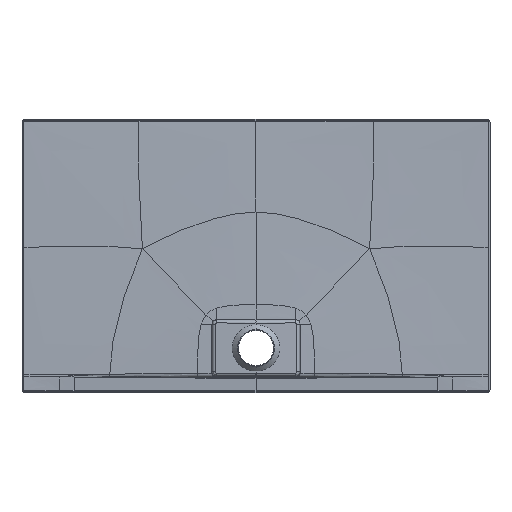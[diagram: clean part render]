
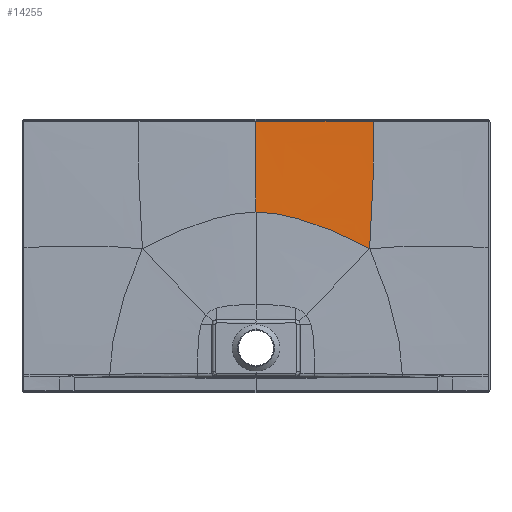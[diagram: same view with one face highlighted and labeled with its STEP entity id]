
A CAD part, front view. The second image highlights one B-rep face of the part: STEP entity #14255.
In plain terms, the highlighted free-form (B-spline) face has degree [3, 3] with [8, 10] control points.
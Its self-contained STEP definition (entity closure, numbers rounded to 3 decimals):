
#3644=CARTESIAN_POINT('',(300.001,-3.053,694.979));
#3665=CARTESIAN_POINT('',(-0.001,-3.126,
694.95));
#3666=CARTESIAN_POINT('',(22.204,-3.126,694.95));
#3667=CARTESIAN_POINT('',(64.919,-3.122,694.952));
#3668=CARTESIAN_POINT('',(121.898,-3.109,694.957));
#3669=CARTESIAN_POINT('',(177.803,-3.092,694.963));
#3670=CARTESIAN_POINT('',(235.913,-3.073,694.971));
#3671=CARTESIAN_POINT('',(278.167,-3.06,694.976));
#3672=CARTESIAN_POINT('',(300.001,-3.053,694.979));
#3674=CARTESIAN_POINT('',(300.001,-3.053,694.979));
#3675=CARTESIAN_POINT('',(300.005,-3.288,673.077));
#3676=CARTESIAN_POINT('',(300.015,-3.859,626.924));
#3677=CARTESIAN_POINT('',(300.262,-4.752,564.37));
#3678=CARTESIAN_POINT('',(299.886,-5.576,507.817));
#3679=CARTESIAN_POINT('',(298.788,-6.239,462.786));
#3680=CARTESIAN_POINT('',(296.667,-6.832,423.576));
#3681=CARTESIAN_POINT('',(293.982,-7.331,391.936));
#3682=CARTESIAN_POINT('',(292.291,-7.588,376.187));
#3683=CARTESIAN_POINT('',(291.359,-7.719,368.369));
#3685=DIRECTION('',(0.,-0.025,-1.));
#3686=VECTOR('',#3685,232.448);
#3687=CARTESIAN_POINT('',(-0.001,-3.126,
694.95));
#3688=LINE('',#3687,#3686);
#3735=CARTESIAN_POINT('',(0.,-8.899,
462.575));
#3736=CARTESIAN_POINT('',(21.389,-8.899,462.575));
#3737=CARTESIAN_POINT('',(65.873,-8.814,457.365));
#3738=CARTESIAN_POINT('',(136.889,-8.54,437.79));
#3739=CARTESIAN_POINT('',(199.394,-8.269,414.674));
#3740=CARTESIAN_POINT('',(251.439,-7.995,390.8));
#3741=CARTESIAN_POINT('',(278.013,-7.819,376.344));
#3742=CARTESIAN_POINT('',(291.359,-7.719,368.369));
#3791=CARTESIAN_POINT('',(291.359,-7.719,368.369));
#4492=VERTEX_POINT('',#3791);
#4605=VERTEX_POINT('',#3644);
#4627=CARTESIAN_POINT('',(0.,-8.899,
462.575));
#4629=VERTEX_POINT('',#4627);
#4630=CARTESIAN_POINT('',(-0.001,-3.126,
694.95));
#4631=VERTEX_POINT('',#4630);
#14165=CARTESIAN_POINT('',(-3.061,-3.045,
698.211));
#14166=CARTESIAN_POINT('',(-3.06,-3.522,
679.04));
#14167=CARTESIAN_POINT('',(-3.019,-4.489,
640.077));
#14168=CARTESIAN_POINT('',(-2.891,-5.703,
591.217));
#14169=CARTESIAN_POINT('',(-2.773,-6.686,
551.631));
#14170=CARTESIAN_POINT('',(-2.693,-7.424,
521.941));
#14171=CARTESIAN_POINT('',(-2.644,-8.038,
497.2));
#14172=CARTESIAN_POINT('',(-2.62,-8.547,
476.724));
#14173=CARTESIAN_POINT('',(-2.615,-8.81,
466.145));
#14174=CARTESIAN_POINT('',(-2.614,-8.95,
460.514));
#14175=CARTESIAN_POINT('',(22.959,-3.045,
698.212));
#14176=CARTESIAN_POINT('',(22.951,-3.522,
679.047));
#14177=CARTESIAN_POINT('',(22.644,-4.492,
640.1));
#14178=CARTESIAN_POINT('',(21.674,-5.707,
591.274));
#14179=CARTESIAN_POINT('',(20.788,-6.691,
551.73));
#14180=CARTESIAN_POINT('',(20.177,-7.428,
522.078));
#14181=CARTESIAN_POINT('',(19.801,-8.043,
497.372));
#14182=CARTESIAN_POINT('',(19.619,-8.551,
476.926));
#14183=CARTESIAN_POINT('',(19.578,-8.814,
466.362));
#14184=CARTESIAN_POINT('',(19.572,-8.953,
460.739));
#14185=CARTESIAN_POINT('',(73.979,-3.044,
698.194));
#14186=CARTESIAN_POINT('',(73.953,-3.504,
678.879));
#14187=CARTESIAN_POINT('',(73.021,-4.44,
639.567));
#14188=CARTESIAN_POINT('',(70.203,-5.623,
589.942));
#14189=CARTESIAN_POINT('',(67.769,-6.592,
549.431));
#14190=CARTESIAN_POINT('',(66.18,-7.326,
518.901));
#14191=CARTESIAN_POINT('',(65.294,-7.944,
493.371));
#14192=CARTESIAN_POINT('',(64.934,-8.459,
472.234));
#14193=CARTESIAN_POINT('',(64.893,-8.727,
461.324));
#14194=CARTESIAN_POINT('',(64.912,-8.87,
455.522));
#14195=CARTESIAN_POINT('',(149.998,-3.038,
698.133));
#14196=CARTESIAN_POINT('',(149.958,-3.435,
678.309));
#14197=CARTESIAN_POINT('',(148.497,-4.254,
637.759));
#14198=CARTESIAN_POINT('',(144.28,-5.33,
585.28));
#14199=CARTESIAN_POINT('',(140.817,-6.254,
541.123));
#14200=CARTESIAN_POINT('',(138.644,-6.98,
507.175));
#14201=CARTESIAN_POINT('',(137.479,-7.614,
478.336));
#14202=CARTESIAN_POINT('',(136.987,-8.156,
454.35));
#14203=CARTESIAN_POINT('',(136.893,-8.442,
441.967));
#14204=CARTESIAN_POINT('',(136.884,-8.595,
435.402));
#14205=CARTESIAN_POINT('',(212.499,-3.032,
698.052));
#14206=CARTESIAN_POINT('',(212.464,-3.362,
677.509));
#14207=CARTESIAN_POINT('',(211.207,-4.072,
635.322));
#14208=CARTESIAN_POINT('',(207.679,-5.064,
579.454));
#14209=CARTESIAN_POINT('',(204.71,-5.953,
531.097));
#14210=CARTESIAN_POINT('',(202.684,-6.67,
493.236));
#14211=CARTESIAN_POINT('',(201.256,-7.313,
460.631));
#14212=CARTESIAN_POINT('',(200.16,-7.871,
433.422));
#14213=CARTESIAN_POINT('',(199.599,-8.168,
419.4));
#14214=CARTESIAN_POINT('',(199.279,-8.327,
411.972));
#14215=CARTESIAN_POINT('',(263.329,-3.027,
697.937));
#14216=CARTESIAN_POINT('',(263.314,-3.304,
676.316));
#14217=CARTESIAN_POINT('',(262.683,-3.935,
631.808));
#14218=CARTESIAN_POINT('',(261.036,-4.877,
572.032));
#14219=CARTESIAN_POINT('',(259.373,-5.735,
519.347));
#14220=CARTESIAN_POINT('',(257.824,-6.43,
477.629));
#14221=CARTESIAN_POINT('',(256.037,-7.055,
441.42));
#14222=CARTESIAN_POINT('',(254.044,-7.6,
411.192));
#14223=CARTESIAN_POINT('',(252.774,-7.89,
395.621));
#14224=CARTESIAN_POINT('',(252.038,-8.047,
387.417));
#14225=CARTESIAN_POINT('',(289.16,-3.024,
697.855));
#14226=CARTESIAN_POINT('',(289.158,-3.276,
675.437));
#14227=CARTESIAN_POINT('',(288.968,-3.871,
629.243));
#14228=CARTESIAN_POINT('',(288.633,-4.789,
566.897));
#14229=CARTESIAN_POINT('',(287.866,-5.625,
511.572));
#14230=CARTESIAN_POINT('',(286.636,-6.3,
467.575));
#14231=CARTESIAN_POINT('',(284.628,-6.904,
429.299));
#14232=CARTESIAN_POINT('',(282.073,-7.43,
397.328));
#14233=CARTESIAN_POINT('',(280.428,-7.711,
380.916));
#14234=CARTESIAN_POINT('',(279.416,-7.863,
372.217));
#14235=CARTESIAN_POINT('',(302.49,-3.023,
697.805));
#14236=CARTESIAN_POINT('',(302.496,-3.261,
674.894));
#14237=CARTESIAN_POINT('',(302.547,-3.838,
627.664));
#14238=CARTESIAN_POINT('',(302.932,-4.743,
563.795));
#14239=CARTESIAN_POINT('',(302.645,-5.565,
506.963));
#14240=CARTESIAN_POINT('',(301.578,-6.225,
461.696));
#14241=CARTESIAN_POINT('',(299.432,-6.815,
422.272));
#14242=CARTESIAN_POINT('',(296.602,-7.329,
389.368));
#14243=CARTESIAN_POINT('',(294.727,-7.604,
372.443));
#14244=CARTESIAN_POINT('',(293.621,-7.753,
363.523));
#14245=B_SPLINE_SURFACE_WITH_KNOTS('',3,3,((#14165,#14166,#14167,#14168,#14169,
#14170,#14171,#14172,#14173,#14174),(#14175,#14176,#14177,#14178,#14179,#14180,
#14181,#14182,#14183,#14184),(#14185,#14186,#14187,#14188,#14189,#14190,#14191,
#14192,#14193,#14194),(#14195,#14196,#14197,#14198,#14199,#14200,#14201,#14202,
#14203,#14204),(#14205,#14206,#14207,#14208,#14209,#14210,#14211,#14212,#14213,
#14214),(#14215,#14216,#14217,#14218,#14219,#14220,#14221,#14222,#14223,#14224),
(#14225,#14226,#14227,#14228,#14229,#14230,#14231,#14232,#14233,#14234),(#14235,
#14236,#14237,#14238,#14239,#14240,#14241,#14242,#14243,#14244)),.UNSPECIFIED.,
.F.,.F.,.F.,(4,1,1,1,1,4),(4,1,1,1,1,1,1,4),(-0.005,0.125,0.25,
0.375,0.438,0.504),(0.004,0.125,0.25,0.313,
0.375,0.438,0.469,0.504),.UNSPECIFIED.);
#14247=ORIENTED_EDGE('',*,*,#14246,.F.);
#14249=ORIENTED_EDGE('',*,*,#14248,.T.);
#14250=ORIENTED_EDGE('',*,*,#14156,.T.);
#14252=ORIENTED_EDGE('',*,*,#14251,.F.);
#14253=EDGE_LOOP('',(#14247,#14249,#14250,#14252));
#14254=FACE_OUTER_BOUND('',#14253,.F.);
#14255=ADVANCED_FACE('',(#14254),#14245,.F.);
#3673=B_SPLINE_CURVE_WITH_KNOTS('',3,(#3665,#3666,#3667,#3668,#3669,#3670,#3671,
#3672),.UNSPECIFIED.,.F.,.F.,(4,1,1,1,1,4),(0.,0.2,0.4,0.6,0.8,1.),
.UNSPECIFIED.);
#3684=B_SPLINE_CURVE_WITH_KNOTS('',3,(#3674,#3675,#3676,#3677,#3678,#3679,#3680,
#3681,#3682,#3683),.UNSPECIFIED.,.F.,.F.,(4,1,1,1,1,1,1,4),(0.,
0.236,0.491,0.618,0.745,
0.873,0.936,1.),.UNSPECIFIED.);
#3743=B_SPLINE_CURVE_WITH_KNOTS('',3,(#3735,#3736,#3737,#3738,#3739,#3740,#3741,
#3742),.UNSPECIFIED.,.F.,.F.,(4,1,1,1,1,4),(0.,0.25,0.5,0.75,0.875,
1.),.UNSPECIFIED.);
#14156=EDGE_CURVE('',#4605,#4492,#3684,.T.);
#14246=EDGE_CURVE('',#4631,#4629,#3688,.T.);
#14248=EDGE_CURVE('',#4631,#4605,#3673,.T.);
#14251=EDGE_CURVE('',#4629,#4492,#3743,.T.);
